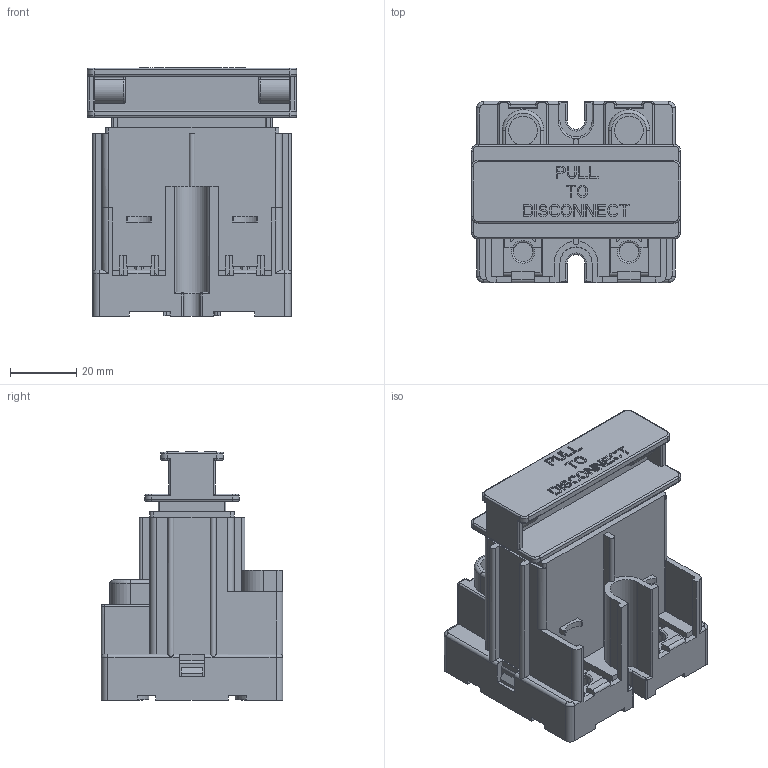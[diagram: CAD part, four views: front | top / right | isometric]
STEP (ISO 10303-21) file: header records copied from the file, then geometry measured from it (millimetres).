
FILE_DESCRIPTION((''),'2;1');
FILE_NAME('2HC_590_1000_ASM','2021-06-25T',('LESTER'),(''),'PRO/ENGINEER BY PARAMETRIC TECHNOLOGY CORPORATION, 2017170','PRO/ENGINEER BY PARAMETRIC TECHNOLOGY CORPORATION, 2017170','');
FILE_SCHEMA(('CONFIG_CONTROL_DESIGN'));
Length unit declared in the file: millimetre
Products named in the file (6): 8HC_024_1004; 5HC_557_1002_ASM; 8HC_315_1004; 8HC_253_1000; 5HC_253_1000_ASM; 2HC_590_1000_ASM
Assembly tree (6 placements, depth 3):
  2HC_590_1000_ASM
    8HC_024_1004
    5HC_557_1002_ASM  x2
    8HC_315_1004
    5HC_253_1000_ASM
      8HC_253_1000
Bounding box: 63.2 x 54.8 x 75.2 mm (x, y, z)
Surface area: 64935.8 mm2 (no closed solid volume)
Topology: 0 solids, 3 shells, 1236 faces, 3437 edges, 2222 vertices
Faces by surface type: plane 885, cylinder 262, torus 59, bspline 14, cone 8, sphere 8
Entity records: 39863 total; most frequent: CARTESIAN_POINT 7748, ORIENTED_EDGE 6874, DIRECTION 6410, EDGE_CURVE 3437, VECTOR 2802, LINE 2802, VERTEX_POINT 2222, AXIS2_PLACEMENT_3D 1804
